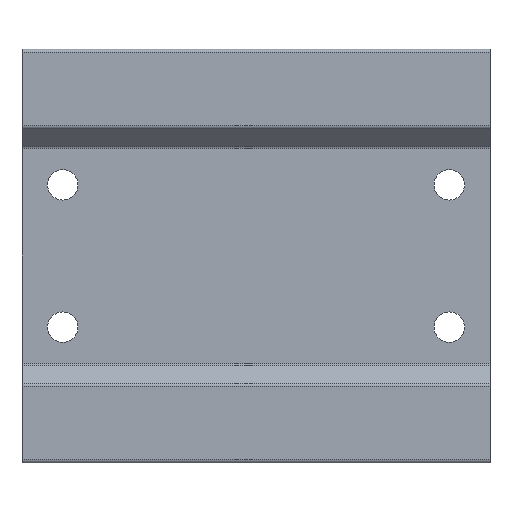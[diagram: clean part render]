
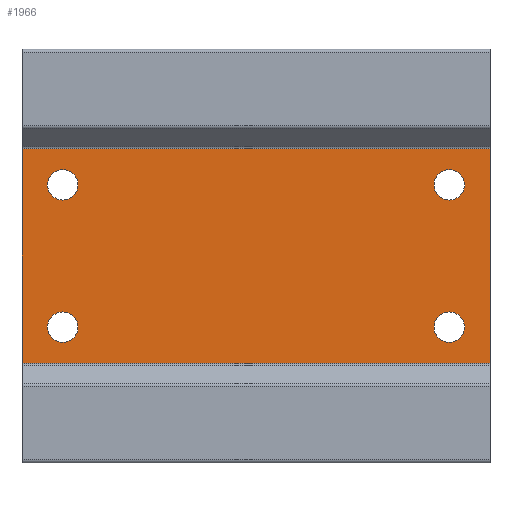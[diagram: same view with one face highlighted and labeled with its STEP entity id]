
A CAD part, front view. The second image highlights one B-rep face of the part: STEP entity #1966.
In plain terms, the highlighted planar face has unit normal (0, -1, 0).
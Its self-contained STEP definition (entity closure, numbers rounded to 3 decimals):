
#29 = ORIENTED_EDGE ( 'NONE', *, *, #2581, .T. ) ;
#32 = VERTEX_POINT ( 'NONE', #413 ) ;
#64 = CIRCLE ( 'NONE', #1096, 2.25 ) ;
#77 = DIRECTION ( 'NONE',  ( 0., 1., 0. ) ) ;
#86 = EDGE_CURVE ( 'NONE', #818, #877, #2254, .T. ) ;
#107 = CARTESIAN_POINT ( 'NONE',  ( -28.5, -10., -8.25 ) ) ;
#135 = CARTESIAN_POINT ( 'NONE',  ( 34.5, -10., 15.793 ) ) ;
#144 = EDGE_LOOP ( 'NONE', ( #29, #511 ) ) ;
#173 = VERTEX_POINT ( 'NONE', #135 ) ;
#196 = VERTEX_POINT ( 'NONE', #107 ) ;
#217 = CARTESIAN_POINT ( 'NONE',  ( -28.5, -10., -12.75 ) ) ;
#229 = AXIS2_PLACEMENT_3D ( 'NONE', #338, #2073, #592 ) ;
#286 = ORIENTED_EDGE ( 'NONE', *, *, #2585, .T. ) ;
#303 = DIRECTION ( 'NONE',  ( 0., 0., 1. ) ) ;
#327 = DIRECTION ( 'NONE',  ( 0., 1., 0. ) ) ;
#336 = DIRECTION ( 'NONE',  ( 0., 0., 1. ) ) ;
#338 = CARTESIAN_POINT ( 'NONE',  ( -28.5, -10., 10.5 ) ) ;
#373 = DIRECTION ( 'NONE',  ( 0., 1., 0. ) ) ;
#385 = CARTESIAN_POINT ( 'NONE',  ( 28.5, -10., 10.5 ) ) ;
#387 = CARTESIAN_POINT ( 'NONE',  ( -28.5, -10., -10.5 ) ) ;
#398 = VECTOR ( 'NONE', #402, 1000. ) ;
#402 = DIRECTION ( 'NONE',  ( 0., 0., 1. ) ) ;
#410 = CARTESIAN_POINT ( 'NONE',  ( -34.5, -10., 16. ) ) ;
#413 = CARTESIAN_POINT ( 'NONE',  ( 28.5, -10., -12.75 ) ) ;
#416 = CIRCLE ( 'NONE', #2918, 2.25 ) ;
#424 = DIRECTION ( 'NONE',  ( -1., 0., 0. ) ) ;
#470 = EDGE_CURVE ( 'NONE', #1810, #32, #64, .T. ) ;
#474 = LINE ( 'NONE', #2388, #2029 ) ;
#486 = AXIS2_PLACEMENT_3D ( 'NONE', #2563, #1092, #2805 ) ;
#493 = CARTESIAN_POINT ( 'NONE',  ( 34.5, -10., -15.793 ) ) ;
#509 = CARTESIAN_POINT ( 'NONE',  ( 28.5, -10., -10.5 ) ) ;
#511 = ORIENTED_EDGE ( 'NONE', *, *, #2158, .T. ) ;
#562 = EDGE_CURVE ( 'NONE', #1615, #871, #672, .T. ) ;
#573 = PLANE ( 'NONE',  #1625 ) ;
#592 = DIRECTION ( 'NONE',  ( 0., 0., 1. ) ) ;
#610 = EDGE_LOOP ( 'NONE', ( #1458, #2478 ) ) ;
#642 = DIRECTION ( 'NONE',  ( 0., 0., 1. ) ) ;
#645 = DIRECTION ( 'NONE',  ( 0., 0., 1. ) ) ;
#656 = AXIS2_PLACEMENT_3D ( 'NONE', #1594, #77, #1845 ) ;
#672 = LINE ( 'NONE', #2477, #3117 ) ;
#686 = CARTESIAN_POINT ( 'NONE',  ( -34.5, -10., 15.793 ) ) ;
#706 = ORIENTED_EDGE ( 'NONE', *, *, #2665, .T. ) ;
#810 = DIRECTION ( 'NONE',  ( 0., 1., 0. ) ) ;
#815 = FACE_OUTER_BOUND ( 'NONE', #985, .T. ) ;
#818 = VERTEX_POINT ( 'NONE', #2943 ) ;
#834 = ORIENTED_EDGE ( 'NONE', *, *, #2705, .T. ) ;
#844 = CARTESIAN_POINT ( 'NONE',  ( -28.5, -10., 10.5 ) ) ;
#871 = VERTEX_POINT ( 'NONE', #493 ) ;
#877 = VERTEX_POINT ( 'NONE', #3195 ) ;
#907 = DIRECTION ( 'NONE',  ( 0., 0., 1. ) ) ;
#953 = EDGE_LOOP ( 'NONE', ( #2061, #2396 ) ) ;
#985 = EDGE_LOOP ( 'NONE', ( #834, #3038, #1969, #2860 ) ) ;
#992 = VERTEX_POINT ( 'NONE', #2813 ) ;
#1021 = CARTESIAN_POINT ( 'NONE',  ( 28.5, -10., -8.25 ) ) ;
#1082 = AXIS2_PLACEMENT_3D ( 'NONE', #1873, #373, #2108 ) ;
#1092 = DIRECTION ( 'NONE',  ( 0., 1., 0. ) ) ;
#1096 = AXIS2_PLACEMENT_3D ( 'NONE', #509, #327, #303 ) ;
#1149 = EDGE_LOOP ( 'NONE', ( #706, #286 ) ) ;
#1222 = VERTEX_POINT ( 'NONE', #686 ) ;
#1224 = CIRCLE ( 'NONE', #2475, 2.25 ) ;
#1325 = CARTESIAN_POINT ( 'NONE',  ( -34.5, -10., 16. ) ) ;
#1357 = DIRECTION ( 'NONE',  ( 0., 0., 1. ) ) ;
#1377 = EDGE_CURVE ( 'NONE', #877, #818, #1877, .T. ) ;
#1427 = CARTESIAN_POINT ( 'NONE',  ( -34.5, -10., -15.793 ) ) ;
#1441 = EDGE_CURVE ( 'NONE', #32, #1810, #2363, .T. ) ;
#1458 = ORIENTED_EDGE ( 'NONE', *, *, #470, .T. ) ;
#1480 = FACE_BOUND ( 'NONE', #1149, .T. ) ;
#1559 = FACE_BOUND ( 'NONE', #610, .T. ) ;
#1594 = CARTESIAN_POINT ( 'NONE',  ( 28.5, -10., 10.5 ) ) ;
#1615 = VERTEX_POINT ( 'NONE', #1427 ) ;
#1625 = AXIS2_PLACEMENT_3D ( 'NONE', #1325, #1838, #336 ) ;
#1631 = EDGE_CURVE ( 'NONE', #173, #1222, #3111, .T. ) ;
#1679 = CARTESIAN_POINT ( 'NONE',  ( -34.5, -10., 15.793 ) ) ;
#1718 = CARTESIAN_POINT ( 'NONE',  ( 28.5, -10., 8.25 ) ) ;
#1734 = VERTEX_POINT ( 'NONE', #217 ) ;
#1735 = VERTEX_POINT ( 'NONE', #1718 ) ;
#1810 = VERTEX_POINT ( 'NONE', #1021 ) ;
#1838 = DIRECTION ( 'NONE',  ( 0., 1., 0. ) ) ;
#1845 = DIRECTION ( 'NONE',  ( 0., 0., 1. ) ) ;
#1873 = CARTESIAN_POINT ( 'NONE',  ( 28.5, -10., -10.5 ) ) ;
#1877 = CIRCLE ( 'NONE', #229, 2.25 ) ;
#1892 = AXIS2_PLACEMENT_3D ( 'NONE', #844, #810, #1357 ) ;
#1966 = ADVANCED_FACE ( 'NONE', ( #2782, #2126, #1559, #1480, #815 ), #573, .F. ) ;
#1969 = ORIENTED_EDGE ( 'NONE', *, *, #2749, .F. ) ;
#2029 = VECTOR ( 'NONE', #907, 1000. ) ;
#2061 = ORIENTED_EDGE ( 'NONE', *, *, #1377, .T. ) ;
#2073 = DIRECTION ( 'NONE',  ( 0., 1., 0. ) ) ;
#2108 = DIRECTION ( 'NONE',  ( 0., 0., 1. ) ) ;
#2120 = DIRECTION ( 'NONE',  ( 0., 1., 0. ) ) ;
#2122 = DIRECTION ( 'NONE',  ( 0., 1., 0. ) ) ;
#2126 = FACE_BOUND ( 'NONE', #953, .T. ) ;
#2158 = EDGE_CURVE ( 'NONE', #1734, #196, #416, .T. ) ;
#2181 = CIRCLE ( 'NONE', #656, 2.25 ) ;
#2254 = CIRCLE ( 'NONE', #1892, 2.25 ) ;
#2266 = DIRECTION ( 'NONE',  ( 1., 0., 0. ) ) ;
#2363 = CIRCLE ( 'NONE', #1082, 2.25 ) ;
#2388 = CARTESIAN_POINT ( 'NONE',  ( 34.5, -10., 16. ) ) ;
#2396 = ORIENTED_EDGE ( 'NONE', *, *, #86, .T. ) ;
#2475 = AXIS2_PLACEMENT_3D ( 'NONE', #385, #2120, #642 ) ;
#2477 = CARTESIAN_POINT ( 'NONE',  ( 34.5, -10., -15.793 ) ) ;
#2478 = ORIENTED_EDGE ( 'NONE', *, *, #1441, .T. ) ;
#2553 = VECTOR ( 'NONE', #424, 1000. ) ;
#2563 = CARTESIAN_POINT ( 'NONE',  ( -28.5, -10., -10.5 ) ) ;
#2581 = EDGE_CURVE ( 'NONE', #196, #1734, #2763, .T. ) ;
#2585 = EDGE_CURVE ( 'NONE', #1735, #992, #2181, .T. ) ;
#2665 = EDGE_CURVE ( 'NONE', #992, #1735, #1224, .T. ) ;
#2705 = EDGE_CURVE ( 'NONE', #871, #173, #474, .T. ) ;
#2749 = EDGE_CURVE ( 'NONE', #1615, #1222, #2940, .T. ) ;
#2763 = CIRCLE ( 'NONE', #486, 2.25 ) ;
#2782 = FACE_BOUND ( 'NONE', #144, .T. ) ;
#2805 = DIRECTION ( 'NONE',  ( 0., 0., 1. ) ) ;
#2813 = CARTESIAN_POINT ( 'NONE',  ( 28.5, -10., 12.75 ) ) ;
#2860 = ORIENTED_EDGE ( 'NONE', *, *, #562, .T. ) ;
#2918 = AXIS2_PLACEMENT_3D ( 'NONE', #387, #2122, #645 ) ;
#2940 = LINE ( 'NONE', #410, #398 ) ;
#2943 = CARTESIAN_POINT ( 'NONE',  ( -28.5, -10., 8.25 ) ) ;
#3038 = ORIENTED_EDGE ( 'NONE', *, *, #1631, .T. ) ;
#3111 = LINE ( 'NONE', #1679, #2553 ) ;
#3117 = VECTOR ( 'NONE', #2266, 1000. ) ;
#3195 = CARTESIAN_POINT ( 'NONE',  ( -28.5, -10., 12.75 ) ) ;
